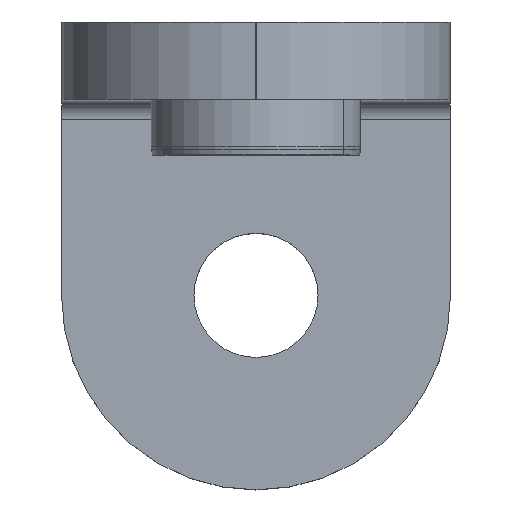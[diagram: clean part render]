
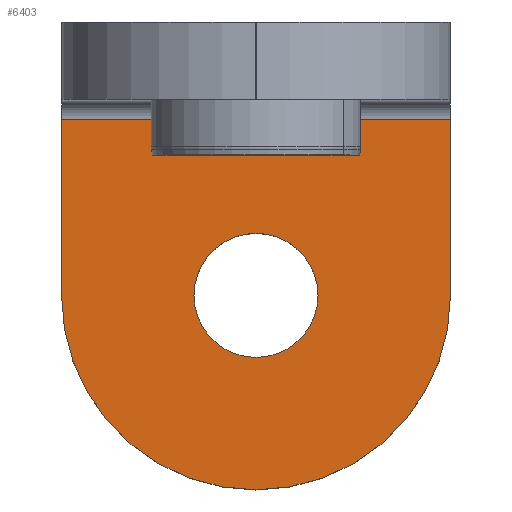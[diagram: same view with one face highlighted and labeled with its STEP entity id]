
A CAD part, top view. The second image highlights one B-rep face of the part: STEP entity #6403.
In plain terms, the highlighted planar face has unit normal (0, 0, 1).
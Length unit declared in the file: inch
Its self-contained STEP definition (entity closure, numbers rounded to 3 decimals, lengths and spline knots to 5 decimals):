
#170 = LINE ( 'NONE', #4365, #3711 ) ;
#175 = VERTEX_POINT ( 'NONE', #3588 ) ;
#601 = LINE ( 'NONE', #788, #4110 ) ;
#788 = CARTESIAN_POINT ( 'NONE',  ( 0.315, 0.315, 0. ) ) ;
#819 = ORIENTED_EDGE ( 'NONE', *, *, #3772, .T. ) ;
#924 = CARTESIAN_POINT ( 'NONE',  ( -0.315, 0.285, 0. ) ) ;
#1164 = CARTESIAN_POINT ( 'NONE',  ( -0.315, 0.285, 0. ) ) ;
#1369 = DIRECTION ( 'NONE',  ( 0., 0., 1. ) ) ;
#1525 = AXIS2_PLACEMENT_3D ( 'NONE', #3066, #5103, #6288 ) ;
#1727 = AXIS2_PLACEMENT_3D ( 'NONE', #5625, #6088, #2044 ) ;
#1939 = EDGE_CURVE ( 'NONE', #2681, #5288, #6507, .T. ) ;
#2044 = DIRECTION ( 'NONE',  ( 1., 0., 0. ) ) ;
#2187 = DIRECTION ( 'NONE',  ( 0., 0., 1. ) ) ;
#2470 = ORIENTED_EDGE ( 'NONE', *, *, #3383, .F. ) ;
#2555 = FACE_OUTER_BOUND ( 'NONE', #4394, .T. ) ;
#2681 = VERTEX_POINT ( 'NONE', #1164 ) ;
#2900 = ORIENTED_EDGE ( 'NONE', *, *, #1939, .F. ) ;
#2963 = ORIENTED_EDGE ( 'NONE', *, *, #6527, .T. ) ;
#3066 = CARTESIAN_POINT ( 'NONE',  ( 0., 0., 0. ) ) ;
#3138 = CIRCLE ( 'NONE', #1525, 0.1005 ) ;
#3243 = EDGE_LOOP ( 'NONE', ( #6459, #2470 ) ) ;
#3293 = ORIENTED_EDGE ( 'NONE', *, *, #3515, .T. ) ;
#3363 = DIRECTION ( 'NONE',  ( 0., -1., 0. ) ) ;
#3382 = VECTOR ( 'NONE', #4870, 39.37008 ) ;
#3383 = EDGE_CURVE ( 'NONE', #175, #4964, #4346, .T. ) ;
#3485 = CARTESIAN_POINT ( 'NONE',  ( 0.315, 0., 0. ) ) ;
#3500 = AXIS2_PLACEMENT_3D ( 'NONE', #3929, #1369, #5456 ) ;
#3515 = EDGE_CURVE ( 'NONE', #2681, #5663, #170, .T. ) ;
#3526 = FACE_BOUND ( 'NONE', #3243, .T. ) ;
#3588 = CARTESIAN_POINT ( 'NONE',  ( -0.1005, 0., 0. ) ) ;
#3711 = VECTOR ( 'NONE', #3363, 39.37008 ) ;
#3772 = EDGE_CURVE ( 'NONE', #5663, #5295, #4672, .T. ) ;
#3929 = CARTESIAN_POINT ( 'NONE',  ( 0., 0., 0. ) ) ;
#4110 = VECTOR ( 'NONE', #6446, 39.37008 ) ;
#4233 = DIRECTION ( 'NONE',  ( 1., 0., 0. ) ) ;
#4346 = CIRCLE ( 'NONE', #5944, 0.1005 ) ;
#4365 = CARTESIAN_POINT ( 'NONE',  ( -0.315, 0., 0. ) ) ;
#4394 = EDGE_LOOP ( 'NONE', ( #2963, #2900, #3293, #819 ) ) ;
#4486 = CARTESIAN_POINT ( 'NONE',  ( 0.315, 0.285, 0. ) ) ;
#4564 = PLANE ( 'NONE',  #1727 ) ;
#4672 = CIRCLE ( 'NONE', #3500, 0.315 ) ;
#4870 = DIRECTION ( 'NONE',  ( 1., 0., 0. ) ) ;
#4964 = VERTEX_POINT ( 'NONE', #5932 ) ;
#5040 = CARTESIAN_POINT ( 'NONE',  ( -0.315, 0., 0. ) ) ;
#5103 = DIRECTION ( 'NONE',  ( 0., 0., 1. ) ) ;
#5288 = VERTEX_POINT ( 'NONE', #4486 ) ;
#5295 = VERTEX_POINT ( 'NONE', #3485 ) ;
#5456 = DIRECTION ( 'NONE',  ( 1., 0., 0. ) ) ;
#5625 = CARTESIAN_POINT ( 'NONE',  ( 0., 0., 0. ) ) ;
#5663 = VERTEX_POINT ( 'NONE', #5040 ) ;
#5932 = CARTESIAN_POINT ( 'NONE',  ( 0.1005, 0., 0. ) ) ;
#5944 = AXIS2_PLACEMENT_3D ( 'NONE', #6105, #2187, #4233 ) ;
#6088 = DIRECTION ( 'NONE',  ( 0., 0., 1. ) ) ;
#6105 = CARTESIAN_POINT ( 'NONE',  ( 0., 0., 0. ) ) ;
#6158 = EDGE_CURVE ( 'NONE', #4964, #175, #3138, .T. ) ;
#6288 = DIRECTION ( 'NONE',  ( 1., 0., 0. ) ) ;
#6403 = ADVANCED_FACE ( 'NONE', ( #3526, #2555 ), #4564, .T. ) ;
#6446 = DIRECTION ( 'NONE',  ( 0., 1., 0. ) ) ;
#6459 = ORIENTED_EDGE ( 'NONE', *, *, #6158, .F. ) ;
#6507 = LINE ( 'NONE', #924, #3382 ) ;
#6527 = EDGE_CURVE ( 'NONE', #5295, #5288, #601, .T. ) ;
